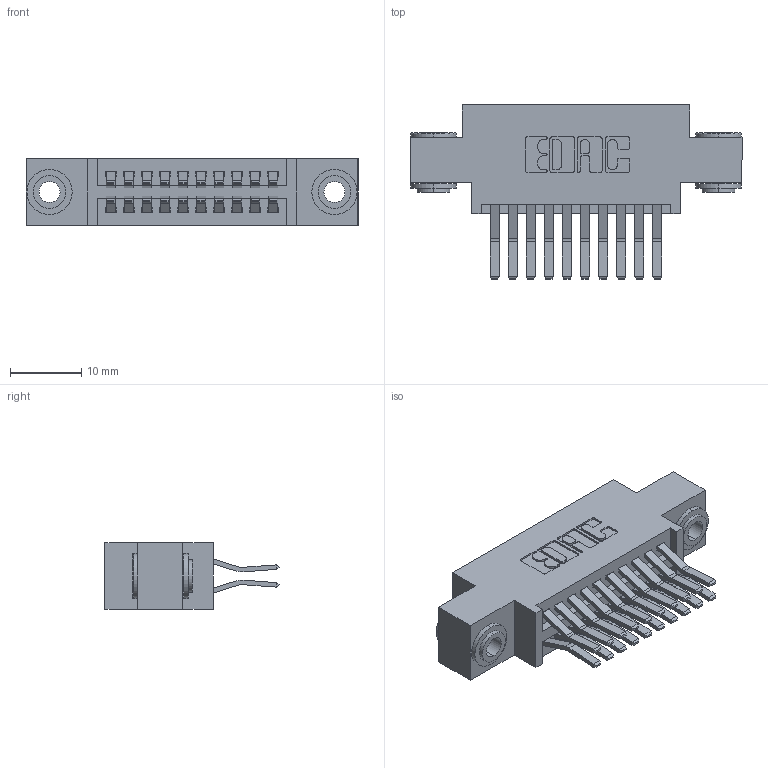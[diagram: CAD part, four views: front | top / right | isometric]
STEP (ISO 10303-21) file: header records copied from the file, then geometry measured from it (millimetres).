
FILE_DESCRIPTION (( 'STEP AP203' ), '1' );
FILE_NAME ('395-020-560-803.STEP', '2019-10-15T22:20:05', ( '' ), ( '' ), 'SwSTEP 2.0', 'SolidWorks 2016', '' );
FILE_SCHEMA (( 'CONFIG_CONTROL_DESIGN' ));
Length unit declared in the file: inch
Products named in the file (4): 345 Part_0.170 Offset - 0.156 Dia-TH; 345-292-001_560 Tail; 345-250-002_345-250-002-102; 395-020-560-803
Assembly tree (23 placements, depth 2):
  395-020-560-803
    345 Part_0.170 Offset - 0.156 Dia-TH
    345-292-001_560 Tail  x20
    345-250-002_345-250-002-102  x2
Bounding box: 46.61 x 24.45 x 9.4 mm (x, y, z)
Volume: 4267.7 mm3; surface area: 6374.1 mm2
Topology: 23 solids, 23 shells, 1208 faces, 3529 edges, 2322 vertices
Faces by surface type: plane 754, cylinder 446, cone 8
Entity records: 13024 total; most frequent: CARTESIAN_POINT 2191, ORIENTED_EDGE 2118, DIRECTION 2005, EDGE_CURVE 1059, LINE 859, VECTOR 859, VERTEX_POINT 702, AXIS2_PLACEMENT_3D 573
